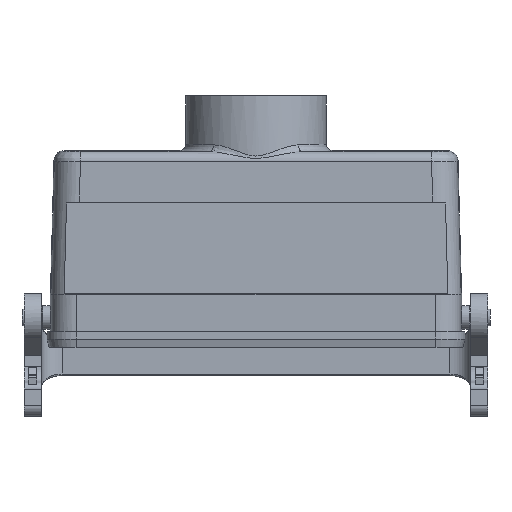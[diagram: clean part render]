
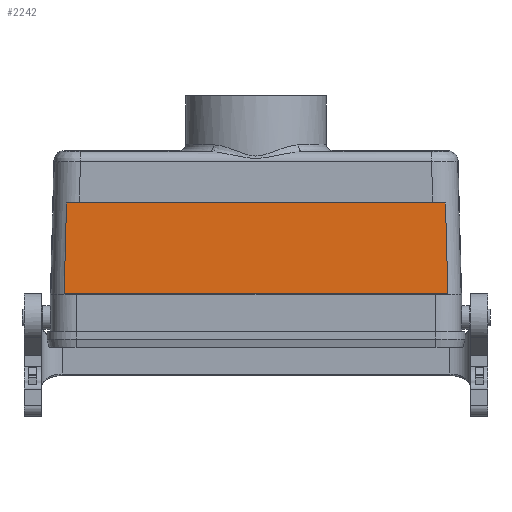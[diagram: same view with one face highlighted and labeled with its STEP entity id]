
A CAD part, front view. The second image highlights one B-rep face of the part: STEP entity #2242.
In plain terms, the highlighted planar face has unit normal (0, -1, 0.018).
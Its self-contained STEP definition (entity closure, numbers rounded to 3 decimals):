
#2242=ADVANCED_FACE('',(#2840),#2569,.T.);
#2569=PLANE('',#8812);
#2840=FACE_OUTER_BOUND('',#3228,.T.);
#3228=EDGE_LOOP('',(#4330,#4331,#4332,#4333,#4334,#4335));
#4330=ORIENTED_EDGE('',*,*,#6626,.T.);
#4331=ORIENTED_EDGE('',*,*,#6627,.F.);
#4332=ORIENTED_EDGE('',*,*,#6628,.F.);
#4333=ORIENTED_EDGE('',*,*,#6629,.T.);
#4334=ORIENTED_EDGE('',*,*,#6630,.F.);
#4335=ORIENTED_EDGE('',*,*,#6631,.F.);
#5873=VERTEX_POINT('',#13264);
#5874=VERTEX_POINT('',#13265);
#5875=VERTEX_POINT('',#13267);
#5876=VERTEX_POINT('',#13269);
#5877=VERTEX_POINT('',#13271);
#5878=VERTEX_POINT('',#13273);
#6626=EDGE_CURVE('',#5873,#5874,#7411,.T.);
#6627=EDGE_CURVE('',#5875,#5874,#7412,.T.);
#6628=EDGE_CURVE('',#5876,#5875,#7413,.T.);
#6629=EDGE_CURVE('',#5876,#5877,#7414,.T.);
#6630=EDGE_CURVE('',#5878,#5877,#7415,.T.);
#6631=EDGE_CURVE('',#5873,#5878,#7416,.T.);
#7411=LINE('',#13263,#8026);
#7412=LINE('',#13266,#8027);
#7413=LINE('',#13268,#8028);
#7414=LINE('',#13270,#8029);
#7415=LINE('',#13272,#8030);
#7416=LINE('',#13274,#8031);
#8026=VECTOR('',#9993,1.);
#8027=VECTOR('',#9994,1.);
#8028=VECTOR('',#9995,1.);
#8029=VECTOR('',#9996,1.);
#8030=VECTOR('',#9997,1.);
#8031=VECTOR('',#9998,1.);
#8812=AXIS2_PLACEMENT_3D('',#13275,#9999,#10000);
#9993=DIRECTION('',(1.,0.,0.));
#9994=DIRECTION('',(0.026,-0.018,-1.));
#9995=DIRECTION('',(0.026,-0.018,-1.));
#9996=DIRECTION('',(-1.,0.,0.));
#9997=DIRECTION('',(0.026,0.018,1.));
#9998=DIRECTION('',(0.026,0.018,1.));
#9999=DIRECTION('',(0.,-1.,0.018));
#10000=DIRECTION('',(0.,-0.018,-1.));
#13263=CARTESIAN_POINT('',(70.,-20.497,4.027));
#13264=CARTESIAN_POINT('',(-55.993,-20.497,4.027));
#13265=CARTESIAN_POINT('',(55.993,-20.497,4.027));
#13266=CARTESIAN_POINT('',(56.001,-20.502,3.738));
#13267=CARTESIAN_POINT('',(55.316,-20.029,30.206));
#13268=CARTESIAN_POINT('',(56.001,-20.502,3.738));
#13269=CARTESIAN_POINT('',(55.304,-20.021,30.674));
#13270=CARTESIAN_POINT('',(70.,-20.021,30.674));
#13271=CARTESIAN_POINT('',(-55.304,-20.021,30.674));
#13272=CARTESIAN_POINT('',(-54.835,-19.697,48.803));
#13273=CARTESIAN_POINT('',(-55.316,-20.029,30.206));
#13274=CARTESIAN_POINT('',(-54.835,-19.697,48.803));
#13275=CARTESIAN_POINT('',(70.,-20.497,4.027));
